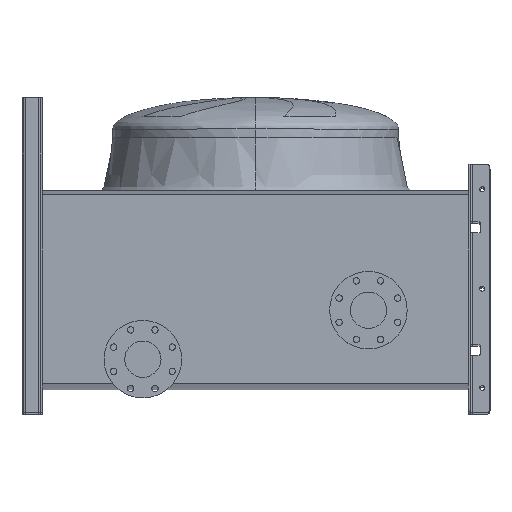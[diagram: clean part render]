
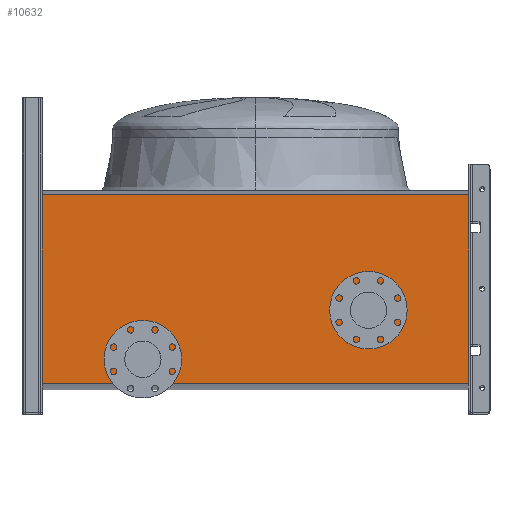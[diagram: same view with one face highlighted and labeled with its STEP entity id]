
A CAD part, top view. The second image highlights one B-rep face of the part: STEP entity #10632.
In plain terms, the highlighted planar face has unit normal (0, 0, 1).
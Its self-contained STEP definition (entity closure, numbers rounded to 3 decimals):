
#33 = LINE ( 'NONE', #10897, #1795 ) ;
#73 = DIRECTION ( 'NONE',  ( 0., 0., -1. ) ) ;
#93 = VERTEX_POINT ( 'NONE', #6984 ) ;
#136 = DIRECTION ( 'NONE',  ( -1., 0., 0. ) ) ;
#238 = VECTOR ( 'NONE', #5709, 1000. ) ;
#653 = EDGE_LOOP ( 'NONE', ( #9526, #7163 ) ) ;
#834 = DIRECTION ( 'NONE',  ( 0., 0., -1. ) ) ;
#1043 = CARTESIAN_POINT ( 'NONE',  ( 320., 166., 240. ) ) ;
#1111 = EDGE_CURVE ( 'NONE', #10958, #2365, #6010, .T. ) ;
#1206 = VERTEX_POINT ( 'NONE', #10375 ) ;
#1245 = EDGE_CURVE ( 'NONE', #10798, #4498, #3991, .T. ) ;
#1624 = CARTESIAN_POINT ( 'NONE',  ( -320., 81., 240. ) ) ;
#1795 = VECTOR ( 'NONE', #6286, 1000. ) ;
#2275 = DIRECTION ( 'NONE',  ( -1., 0., 0. ) ) ;
#2277 = CARTESIAN_POINT ( 'NONE',  ( 1214.262, 12.578, 240. ) ) ;
#2301 = VECTOR ( 'NONE', #11418, 1000. ) ;
#2314 = DIRECTION ( 'NONE',  ( -1., 0., 0. ) ) ;
#2365 = VERTEX_POINT ( 'NONE', #5509 ) ;
#2534 = ORIENTED_EDGE ( 'NONE', *, *, #2886, .T. ) ;
#2886 = EDGE_CURVE ( 'NONE', #8293, #1206, #11558, .T. ) ;
#2964 = CARTESIAN_POINT ( 'NONE',  ( 605., 12.578, 240. ) ) ;
#3002 = CARTESIAN_POINT ( 'NONE',  ( 605., 12.578, 240. ) ) ;
#3700 = DIRECTION ( 'NONE',  ( 0., 0., -1. ) ) ;
#3991 = LINE ( 'NONE', #2277, #7525 ) ;
#4264 = LINE ( 'NONE', #11358, #2301 ) ;
#4407 = AXIS2_PLACEMENT_3D ( 'NONE', #9867, #834, #10521 ) ;
#4498 = VERTEX_POINT ( 'NONE', #9297 ) ;
#4674 = EDGE_LOOP ( 'NONE', ( #2534, #10245 ) ) ;
#4706 = VERTEX_POINT ( 'NONE', #8640 ) ;
#4760 = CARTESIAN_POINT ( 'NONE',  ( -320., 81., 240. ) ) ;
#4980 = CIRCLE ( 'NONE', #6500, 54. ) ;
#5137 = PLANE ( 'NONE',  #4407 ) ;
#5146 = CARTESIAN_POINT ( 'NONE',  ( 320., 220., 240. ) ) ;
#5229 = DIRECTION ( 'NONE',  ( 0., 0., -1. ) ) ;
#5509 = CARTESIAN_POINT ( 'NONE',  ( 320., 274., 240. ) ) ;
#5709 = DIRECTION ( 'NONE',  ( 0., -1., 0. ) ) ;
#5730 = EDGE_CURVE ( 'NONE', #1206, #8293, #6122, .T. ) ;
#5922 = DIRECTION ( 'NONE',  ( 0., 0., -1. ) ) ;
#6010 = CIRCLE ( 'NONE', #7892, 54. ) ;
#6122 = CIRCLE ( 'NONE', #10276, 54. ) ;
#6286 = DIRECTION ( 'NONE',  ( 0., -1., 0. ) ) ;
#6500 = AXIS2_PLACEMENT_3D ( 'NONE', #5146, #5922, #2314 ) ;
#6548 = LINE ( 'NONE', #3002, #238 ) ;
#6763 = CARTESIAN_POINT ( 'NONE',  ( -320., 135., 240. ) ) ;
#6835 = EDGE_CURVE ( 'NONE', #4706, #4498, #33, .T. ) ;
#6914 = FACE_BOUND ( 'NONE', #4674, .T. ) ;
#6984 = CARTESIAN_POINT ( 'NONE',  ( 605., 547.422, 240. ) ) ;
#7053 = EDGE_CURVE ( 'NONE', #2365, #10958, #4980, .T. ) ;
#7163 = ORIENTED_EDGE ( 'NONE', *, *, #1111, .T. ) ;
#7332 = ORIENTED_EDGE ( 'NONE', *, *, #7851, .T. ) ;
#7525 = VECTOR ( 'NONE', #10437, 1000. ) ;
#7851 = EDGE_CURVE ( 'NONE', #93, #4706, #4264, .T. ) ;
#7892 = AXIS2_PLACEMENT_3D ( 'NONE', #9036, #73, #136 ) ;
#7975 = AXIS2_PLACEMENT_3D ( 'NONE', #1624, #5229, #2275 ) ;
#8293 = VERTEX_POINT ( 'NONE', #6763 ) ;
#8640 = CARTESIAN_POINT ( 'NONE',  ( -605., 547.422, 240. ) ) ;
#8856 = ORIENTED_EDGE ( 'NONE', *, *, #9373, .F. ) ;
#9036 = CARTESIAN_POINT ( 'NONE',  ( 320., 220., 240. ) ) ;
#9297 = CARTESIAN_POINT ( 'NONE',  ( -605., 12.578, 240. ) ) ;
#9373 = EDGE_CURVE ( 'NONE', #93, #10798, #6548, .T. ) ;
#9379 = ORIENTED_EDGE ( 'NONE', *, *, #1245, .F. ) ;
#9526 = ORIENTED_EDGE ( 'NONE', *, *, #7053, .T. ) ;
#9630 = FACE_BOUND ( 'NONE', #653, .T. ) ;
#9750 = FACE_OUTER_BOUND ( 'NONE', #10864, .T. ) ;
#9867 = CARTESIAN_POINT ( 'NONE',  ( 1214.262, 12.578, 240. ) ) ;
#10245 = ORIENTED_EDGE ( 'NONE', *, *, #5730, .T. ) ;
#10276 = AXIS2_PLACEMENT_3D ( 'NONE', #4760, #3700, #11142 ) ;
#10337 = ORIENTED_EDGE ( 'NONE', *, *, #6835, .T. ) ;
#10375 = CARTESIAN_POINT ( 'NONE',  ( -320., 27., 240. ) ) ;
#10437 = DIRECTION ( 'NONE',  ( -1., 0., 0. ) ) ;
#10521 = DIRECTION ( 'NONE',  ( -1., 0., 0. ) ) ;
#10632 = ADVANCED_FACE ( 'NONE', ( #6914, #9750, #9630 ), #5137, .F. ) ;
#10798 = VERTEX_POINT ( 'NONE', #2964 ) ;
#10864 = EDGE_LOOP ( 'NONE', ( #8856, #7332, #10337, #9379 ) ) ;
#10897 = CARTESIAN_POINT ( 'NONE',  ( -605., 12.578, 240. ) ) ;
#10958 = VERTEX_POINT ( 'NONE', #1043 ) ;
#11142 = DIRECTION ( 'NONE',  ( -1., 0., 0. ) ) ;
#11358 = CARTESIAN_POINT ( 'NONE',  ( 1214.262, 547.422, 240. ) ) ;
#11418 = DIRECTION ( 'NONE',  ( -1., 0., 0. ) ) ;
#11558 = CIRCLE ( 'NONE', #7975, 54. ) ;
